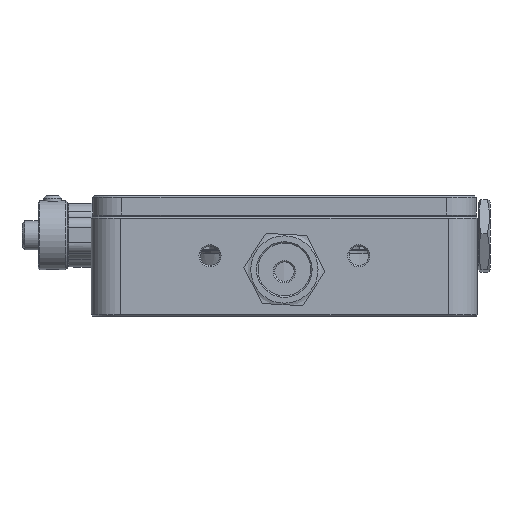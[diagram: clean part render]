
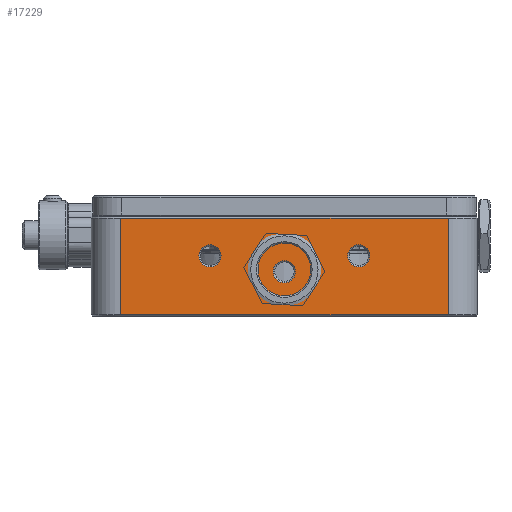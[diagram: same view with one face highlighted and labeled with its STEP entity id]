
A CAD part, front view. The second image highlights one B-rep face of the part: STEP entity #17229.
In plain terms, the highlighted planar face has unit normal (0, 1, 0).
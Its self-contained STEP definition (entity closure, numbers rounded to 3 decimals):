
#77 = DIRECTION ( 'NONE',  ( 0., -1., 0. ) ) ;
#570 = CIRCLE ( 'NONE', #33734, 1.9 ) ;
#1285 = ORIENTED_EDGE ( 'NONE', *, *, #11176, .T. ) ;
#1483 = CARTESIAN_POINT ( 'NONE',  ( 12.7, -33., -0.1 ) ) ;
#4315 = CARTESIAN_POINT ( 'NONE',  ( -28., -33., 8.25 ) ) ;
#4385 = DIRECTION ( 'NONE',  ( 0., 0., -1. ) ) ;
#5072 = PLANE ( 'NONE',  #10708 ) ;
#5560 = CIRCLE ( 'NONE', #38697, 1.9 ) ;
#5705 = ORIENTED_EDGE ( 'NONE', *, *, #47851, .T. ) ;
#5767 = ORIENTED_EDGE ( 'NONE', *, *, #40709, .T. ) ;
#5783 = ORIENTED_EDGE ( 'NONE', *, *, #9179, .F. ) ;
#7568 = DIRECTION ( 'NONE',  ( 1., 0., 0. ) ) ;
#9179 = EDGE_CURVE ( 'NONE', #50582, #45865, #37465, .T. ) ;
#10708 = AXIS2_PLACEMENT_3D ( 'NONE', #13627, #33610, #13126 ) ;
#10837 = CARTESIAN_POINT ( 'NONE',  ( 0., -33., -2.8 ) ) ;
#11176 = EDGE_CURVE ( 'NONE', #50582, #17198, #17503, .T. ) ;
#11433 = VERTEX_POINT ( 'NONE', #16086 ) ;
#11549 = EDGE_CURVE ( 'NONE', #39241, #45865, #42019, .T. ) ;
#11865 = EDGE_CURVE ( 'NONE', #11433, #11433, #5560, .T. ) ;
#12431 = DIRECTION ( 'NONE',  ( 0., -1., 0. ) ) ;
#13126 = DIRECTION ( 'NONE',  ( 0., 0., 1. ) ) ;
#13627 = CARTESIAN_POINT ( 'NONE',  ( -33., -33., 8.5 ) ) ;
#15417 = VECTOR ( 'NONE', #17739, 1000. ) ;
#16086 = CARTESIAN_POINT ( 'NONE',  ( -12.7, -33., -0.1 ) ) ;
#16339 = VECTOR ( 'NONE', #33728, 1000. ) ;
#16542 = VERTEX_POINT ( 'NONE', #1483 ) ;
#16714 = CARTESIAN_POINT ( 'NONE',  ( -33., -33., -8.25 ) ) ;
#16869 = DIRECTION ( 'NONE',  ( 0., 0., -1. ) ) ;
#17198 = VERTEX_POINT ( 'NONE', #4315 ) ;
#17229 = ADVANCED_FACE ( 'NONE', ( #45295, #48679, #37504, #49188 ), #5072, .T. ) ;
#17248 = CARTESIAN_POINT ( 'NONE',  ( -28., -33., 8.5 ) ) ;
#17503 = LINE ( 'NONE', #17248, #21291 ) ;
#17739 = DIRECTION ( 'NONE',  ( 1., 0., 0. ) ) ;
#17754 = DIRECTION ( 'NONE',  ( 0., 0., 1. ) ) ;
#19701 = CARTESIAN_POINT ( 'NONE',  ( -12.7, -33., 1.8 ) ) ;
#20247 = CARTESIAN_POINT ( 'NONE',  ( 0., -33., -0.9 ) ) ;
#20299 = DIRECTION ( 'NONE',  ( 0., 0., -1. ) ) ;
#21291 = VECTOR ( 'NONE', #17754, 1000. ) ;
#22487 = VECTOR ( 'NONE', #7568, 1000. ) ;
#22774 = ORIENTED_EDGE ( 'NONE', *, *, #11549, .T. ) ;
#24392 = DIRECTION ( 'NONE',  ( 0., -1., 0. ) ) ;
#25605 = EDGE_LOOP ( 'NONE', ( #36384 ) ) ;
#27674 = EDGE_CURVE ( 'NONE', #46409, #46409, #570, .T. ) ;
#30355 = CIRCLE ( 'NONE', #42793, 1.9 ) ;
#32178 = CARTESIAN_POINT ( 'NONE',  ( -28., -33., -8.25 ) ) ;
#33155 = ORIENTED_EDGE ( 'NONE', *, *, #11865, .T. ) ;
#33610 = DIRECTION ( 'NONE',  ( 0., 1., 0. ) ) ;
#33728 = DIRECTION ( 'NONE',  ( 0., 0., -1. ) ) ;
#33734 = AXIS2_PLACEMENT_3D ( 'NONE', #20247, #24392, #16869 ) ;
#34393 = CARTESIAN_POINT ( 'NONE',  ( 28., -33., 8.25 ) ) ;
#35080 = CARTESIAN_POINT ( 'NONE',  ( 28., -33., -8.25 ) ) ;
#35515 = EDGE_LOOP ( 'NONE', ( #33155 ) ) ;
#36384 = ORIENTED_EDGE ( 'NONE', *, *, #27674, .T. ) ;
#37465 = LINE ( 'NONE', #16714, #15417 ) ;
#37504 = FACE_BOUND ( 'NONE', #25605, .T. ) ;
#38697 = AXIS2_PLACEMENT_3D ( 'NONE', #19701, #12431, #4385 ) ;
#39241 = VERTEX_POINT ( 'NONE', #34393 ) ;
#39779 = CARTESIAN_POINT ( 'NONE',  ( 12.7, -33., 1.8 ) ) ;
#40709 = EDGE_CURVE ( 'NONE', #16542, #16542, #30355, .T. ) ;
#41322 = EDGE_LOOP ( 'NONE', ( #5767 ) ) ;
#42019 = LINE ( 'NONE', #49818, #16339 ) ;
#42793 = AXIS2_PLACEMENT_3D ( 'NONE', #39779, #77, #20299 ) ;
#43129 = CARTESIAN_POINT ( 'NONE',  ( -33., -33., 8.25 ) ) ;
#45295 = FACE_OUTER_BOUND ( 'NONE', #45667, .T. ) ;
#45667 = EDGE_LOOP ( 'NONE', ( #5705, #22774, #5783, #1285 ) ) ;
#45865 = VERTEX_POINT ( 'NONE', #35080 ) ;
#46409 = VERTEX_POINT ( 'NONE', #10837 ) ;
#47791 = LINE ( 'NONE', #43129, #22487 ) ;
#47851 = EDGE_CURVE ( 'NONE', #17198, #39241, #47791, .T. ) ;
#48679 = FACE_BOUND ( 'NONE', #35515, .T. ) ;
#49188 = FACE_BOUND ( 'NONE', #41322, .T. ) ;
#49818 = CARTESIAN_POINT ( 'NONE',  ( 28., -33., 8.5 ) ) ;
#50582 = VERTEX_POINT ( 'NONE', #32178 ) ;
